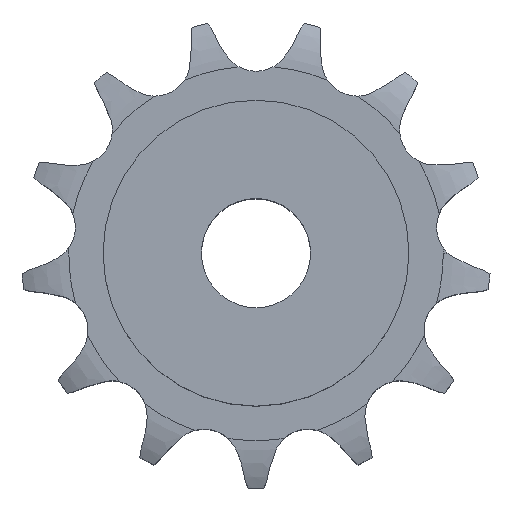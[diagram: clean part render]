
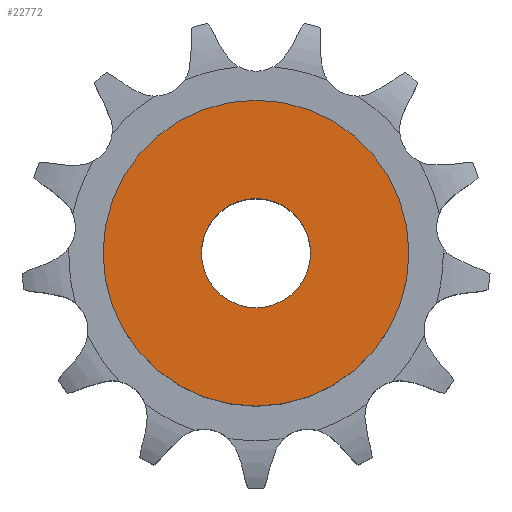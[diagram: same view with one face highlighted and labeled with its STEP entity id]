
A CAD part, top view. The second image highlights one B-rep face of the part: STEP entity #22772.
In plain terms, the highlighted planar face has unit normal (0, 0, 1).
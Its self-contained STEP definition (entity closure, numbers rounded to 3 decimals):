
#12224 = CYLINDRICAL_SURFACE('',#12225,5.);
#12225 = AXIS2_PLACEMENT_3D('',#12226,#12227,#12228);
#12226 = CARTESIAN_POINT('',(0.,0.,74.354));
#12227 = DIRECTION('',(0.,0.,1.));
#12228 = DIRECTION('',(1.,0.,0.));
#15537 = EDGE_CURVE('',#15538,#15538,#15540,.T.);
#15538 = VERTEX_POINT('',#15539);
#15539 = CARTESIAN_POINT('',(5.,0.,25.));
#15540 = SURFACE_CURVE('',#15541,(#15546,#15553),.PCURVE_S1.);
#15541 = CIRCLE('',#15542,5.);
#15542 = AXIS2_PLACEMENT_3D('',#15543,#15544,#15545);
#15543 = CARTESIAN_POINT('',(0.,0.,25.));
#15544 = DIRECTION('',(0.,0.,1.));
#15545 = DIRECTION('',(1.,0.,0.));
#15546 = PCURVE('',#12224,#15547);
#15547 = DEFINITIONAL_REPRESENTATION('',(#15548),#15552);
#15548 = LINE('',#15549,#15550);
#15549 = CARTESIAN_POINT('',(0.,-49.354));
#15550 = VECTOR('',#15551,1.);
#15551 = DIRECTION('',(1.,0.));
#15552 = ( GEOMETRIC_REPRESENTATION_CONTEXT(2) 
PARAMETRIC_REPRESENTATION_CONTEXT() REPRESENTATION_CONTEXT('2D SPACE',''
  ) );
#15553 = PCURVE('',#15554,#15559);
#15554 = PLANE('',#15555);
#15555 = AXIS2_PLACEMENT_3D('',#15556,#15557,#15558);
#15556 = CARTESIAN_POINT('',(0.,0.,25.)
  );
#15557 = DIRECTION('',(0.,0.,1.));
#15558 = DIRECTION('',(1.,0.,0.));
#15559 = DEFINITIONAL_REPRESENTATION('',(#15560),#15564);
#15560 = CIRCLE('',#15561,5.);
#15561 = AXIS2_PLACEMENT_2D('',#15562,#15563);
#15562 = CARTESIAN_POINT('',(0.,0.));
#15563 = DIRECTION('',(1.,0.));
#15564 = ( GEOMETRIC_REPRESENTATION_CONTEXT(2) 
PARAMETRIC_REPRESENTATION_CONTEXT() REPRESENTATION_CONTEXT('2D SPACE',''
  ) );
#22772 = ADVANCED_FACE('',(#22773,#22804),#15554,.T.);
#22773 = FACE_BOUND('',#22774,.T.);
#22774 = EDGE_LOOP('',(#22775));
#22775 = ORIENTED_EDGE('',*,*,#22776,.T.);
#22776 = EDGE_CURVE('',#22777,#22777,#22779,.T.);
#22777 = VERTEX_POINT('',#22778);
#22778 = CARTESIAN_POINT('',(14.,0.,25.));
#22779 = SURFACE_CURVE('',#22780,(#22785,#22792),.PCURVE_S1.);
#22780 = CIRCLE('',#22781,14.);
#22781 = AXIS2_PLACEMENT_3D('',#22782,#22783,#22784);
#22782 = CARTESIAN_POINT('',(0.,0.,25.));
#22783 = DIRECTION('',(0.,0.,1.));
#22784 = DIRECTION('',(1.,0.,0.));
#22785 = PCURVE('',#15554,#22786);
#22786 = DEFINITIONAL_REPRESENTATION('',(#22787),#22791);
#22787 = CIRCLE('',#22788,14.);
#22788 = AXIS2_PLACEMENT_2D('',#22789,#22790);
#22789 = CARTESIAN_POINT('',(0.,0.));
#22790 = DIRECTION('',(1.,0.));
#22791 = ( GEOMETRIC_REPRESENTATION_CONTEXT(2) 
PARAMETRIC_REPRESENTATION_CONTEXT() REPRESENTATION_CONTEXT('2D SPACE',''
  ) );
#22792 = PCURVE('',#22793,#22798);
#22793 = CYLINDRICAL_SURFACE('',#22794,14.);
#22794 = AXIS2_PLACEMENT_3D('',#22795,#22796,#22797);
#22795 = CARTESIAN_POINT('',(0.,0.,0.));
#22796 = DIRECTION('',(-0.,-0.,-1.));
#22797 = DIRECTION('',(1.,0.,0.));
#22798 = DEFINITIONAL_REPRESENTATION('',(#22799),#22803);
#22799 = LINE('',#22800,#22801);
#22800 = CARTESIAN_POINT('',(-0.,-25.));
#22801 = VECTOR('',#22802,1.);
#22802 = DIRECTION('',(-1.,0.));
#22803 = ( GEOMETRIC_REPRESENTATION_CONTEXT(2) 
PARAMETRIC_REPRESENTATION_CONTEXT() REPRESENTATION_CONTEXT('2D SPACE',''
  ) );
#22804 = FACE_BOUND('',#22805,.T.);
#22805 = EDGE_LOOP('',(#22806));
#22806 = ORIENTED_EDGE('',*,*,#15537,.F.);
